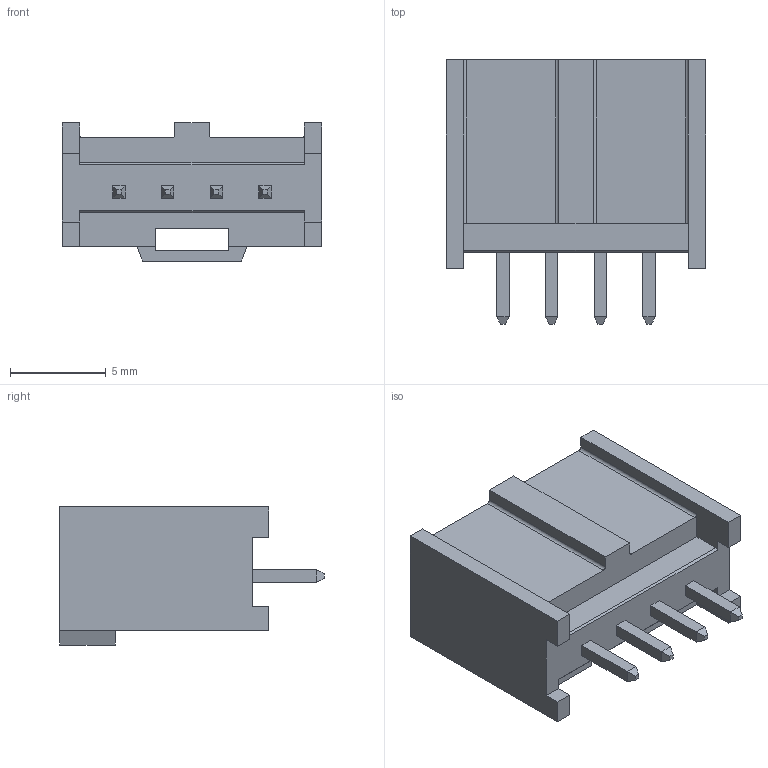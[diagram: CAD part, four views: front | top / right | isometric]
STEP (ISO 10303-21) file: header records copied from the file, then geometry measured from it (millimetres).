
FILE_DESCRIPTION (( 'STEP AP214' ), '1' );
FILE_NAME ('901361104.STEP', '2016-01-20T20:04:20', ( '' ), ( '' ), 'SwSTEP 2.0', 'SolidWorks 2014', '' );
FILE_SCHEMA (( 'AUTOMOTIVE_DESIGN' ));
Length unit declared in the file: millimetre
Products named in the file (1): 901361104
Bounding box: 13.51 x 13.8 x 7.21 mm (x, y, z)
Volume: 405.5 mm3; surface area: 933.1 mm2
Topology: 1 solids, 1 shells, 131 faces, 328 edges, 206 vertices
Faces by surface type: plane 127, cylinder 4
Entity records: 5265 total; most frequent: CARTESIAN_POINT 666, ORIENTED_EDGE 656, DIRECTION 600, EDGE_CURVE 328, VECTOR 320, LINE 320, VERTEX_POINT 206, EDGE_LOOP 140
